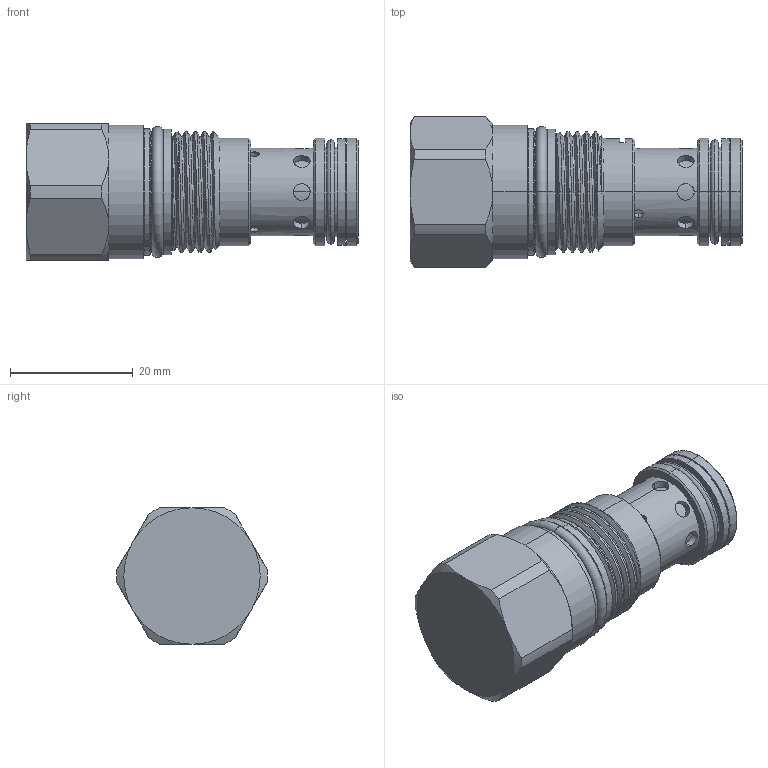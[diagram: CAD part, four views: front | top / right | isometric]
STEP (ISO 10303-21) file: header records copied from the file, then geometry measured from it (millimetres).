
FILE_DESCRIPTION (( 'STEP AP203' ), '1' );
FILE_NAME ('CV13A20-N.STEP', '2020-03-03T00:33:46', ( '' ), ( '' ), 'SwSTEP 2.0', 'SolidWorks 2018', '' );
FILE_SCHEMA (( 'CONFIG_CONTROL_DESIGN' ));
Length unit declared in the file: millimetre
Products named in the file (1): CV13A20-N
Bounding box: 54.08 x 24.59 x 22.22 mm (x, y, z)
Volume: 15433.8 mm3; surface area: 5986.2 mm2
Topology: 3 solids, 3 shells, 162 faces, 361 edges, 224 vertices
Faces by surface type: cylinder 84, cone 37, plane 25, torus 11, bspline 3, sphere 2
Entity records: 6560 total; most frequent: CARTESIAN_POINT 3011, ORIENTED_EDGE 722, DIRECTION 713, EDGE_CURVE 361, AXIS2_PLACEMENT_3D 305, VERTEX_POINT 224, EDGE_LOOP 187, FACE_OUTER_BOUND 162
